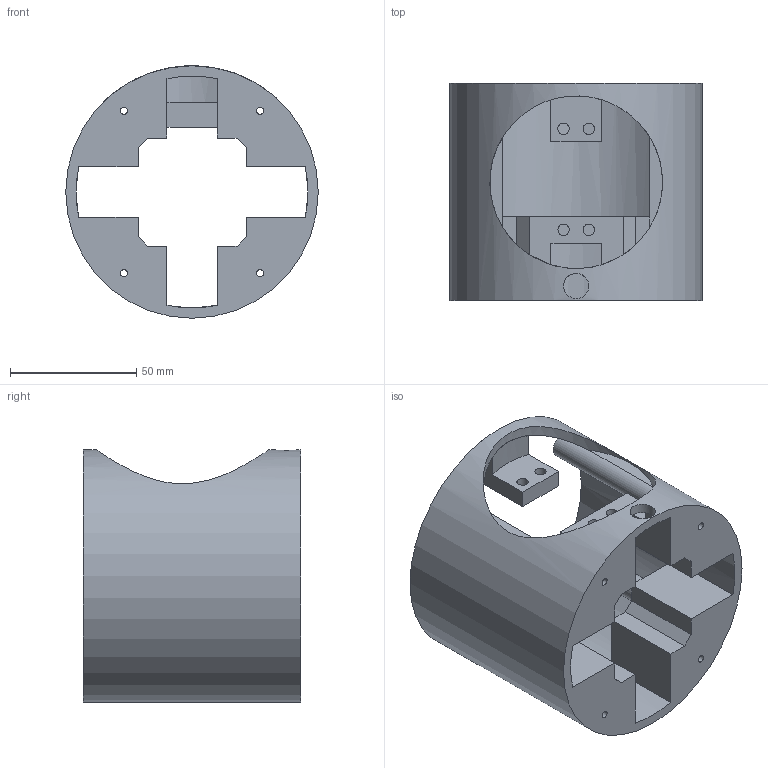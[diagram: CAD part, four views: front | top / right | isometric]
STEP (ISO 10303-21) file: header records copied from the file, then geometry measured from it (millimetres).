
FILE_DESCRIPTION(/* description */ (''),/* implementation_level */ '2;1');
FILE_NAME(/* name */ 'VERTICAL ROTATOR V2 v59.step',/* time_stamp */ '2024-08-07T21:54:29-04:00',/* author */ (''),/* organization */ (''),/* preprocessor_version */ 'ST-DEVELOPER v20',/* originating_system */ 'Autodesk Translation Framework v13.14.0.145',/* authorisation */ '');
FILE_SCHEMA (('AUTOMOTIVE_DESIGN { 1 0 10303 214 3 1 1 }'));
Length unit declared in the file: millimetre
Products named in the file (2): SHOULDER V2; VERTICAL ROTATOR  (1)
Assembly tree (1 placements, depth 2):
  SHOULDER V2
    VERTICAL ROTATOR  (1)
Bounding box: 100 x 86 x 100 mm (x, y, z)
Volume: 169993.8 mm3; surface area: 73729.6 mm2
Topology: 1 solids, 1 shells, 183 faces, 477 edges, 319 vertices
Faces by surface type: plane 150, cylinder 33
Full cylindrical faces by diameter (mm): 2.85 x16, 4.5 x4, 10 x1, 68.4 x1, 100 x1
Entity records: 5869 total; most frequent: CARTESIAN_POINT 1185, ORIENTED_EDGE 954, DIRECTION 917, EDGE_CURVE 477, LINE 387, VECTOR 387, VERTEX_POINT 319, AXIS2_PLACEMENT_3D 265
